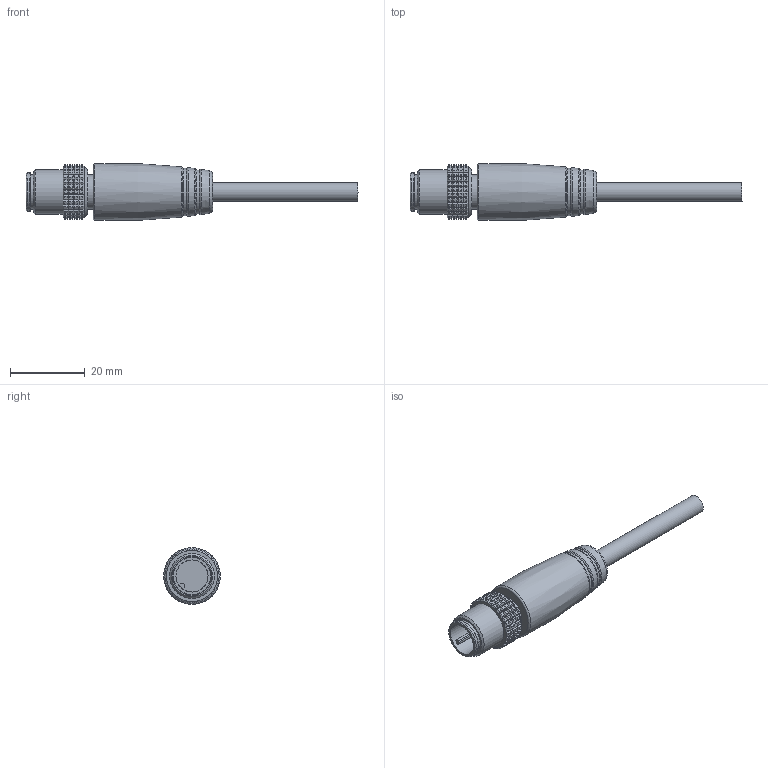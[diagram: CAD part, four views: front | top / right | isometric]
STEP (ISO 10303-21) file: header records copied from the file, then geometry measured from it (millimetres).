
FILE_DESCRIPTION((''),'2;1');
FILE_NAME('DEVICENET code A_MA_ASS.stp','2020-09-22T14:32:20',('Tecnico2'),(''),'Autodesk Inventor 2012','Autodesk Inventor 2012','');
FILE_SCHEMA(('AUTOMOTIVE_DESIGN { 1 0 10303 214 1 1 1 1 }'));
Length unit declared in the file: millimetre
Products named in the file (3): Assieme4; Corpo M12 code A MA ASS devicenet; ghiera M12_MA_NON TECNICO
Assembly tree (2 placements, depth 2):
  Assieme4
    Corpo M12 code A MA ASS devicenet
    ghiera M12_MA_NON TECNICO
Bounding box: 89 x 15.2 x 15.2 mm (x, y, z)
Volume: 6866.1 mm3; surface area: 4709.1 mm2
Topology: 3 solids, 3 shells, 810 faces, 1922 edges, 1122 vertices
Faces by surface type: plane 734, cylinder 41, sphere 16, torus 10, bspline 5, cone 4
Full cylindrical faces by diameter (mm): 5.1 x1, 8.6 x1, 9.2 x1, 10 x1, 10.4 x1, 12 x1, 13.7 x1
Entity records: 22467 total; most frequent: CARTESIAN_POINT 3957, ORIENTED_EDGE 3786, DIRECTION 3715, EDGE_CURVE 1893, VECTOR 1691, LINE 1691, VERTEX_POINT 1119, AXIS2_PLACEMENT_3D 1012
